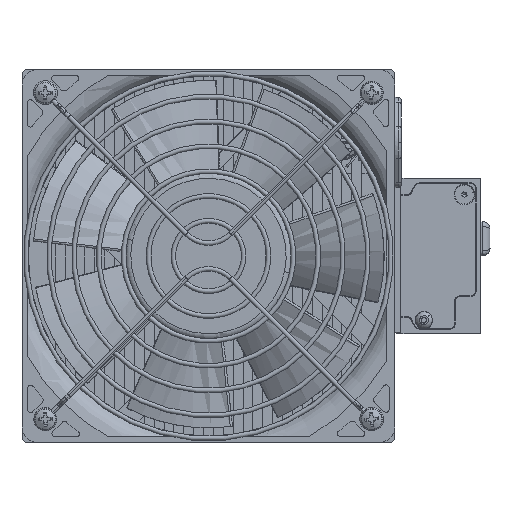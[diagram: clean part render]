
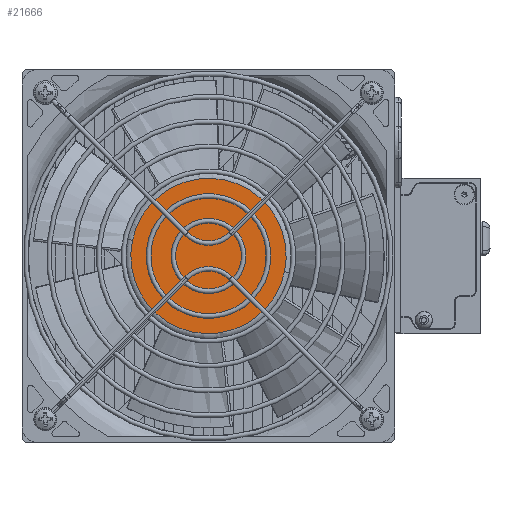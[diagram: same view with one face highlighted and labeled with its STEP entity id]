
A CAD part, front view. The second image highlights one B-rep face of the part: STEP entity #21666.
In plain terms, the highlighted planar face has unit normal (0, -1, 0).
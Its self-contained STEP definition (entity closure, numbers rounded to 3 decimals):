
#7038 = VERTEX_POINT ( 'NONE', #56245 ) ;
#8270 = AXIS2_PLACEMENT_3D ( 'NONE', #13199, #44668, #23685 ) ;
#13199 = CARTESIAN_POINT ( 'NONE',  ( 60., -127.7, 162.887 ) ) ;
#14923 = AXIS2_PLACEMENT_3D ( 'NONE', #29895, #109958, #30319 ) ;
#19471 = EDGE_CURVE ( 'NONE', #7038, #50647, #61785, .T. ) ;
#21666 = ADVANCED_FACE ( 'NONE', ( #46781 ), #84586, .T. ) ;
#23685 = DIRECTION ( 'NONE',  ( 0.979, 0., -0.202 ) ) ;
#27561 = CARTESIAN_POINT ( 'NONE',  ( 35.515, -127.7, 167.936 ) ) ;
#29895 = CARTESIAN_POINT ( 'NONE',  ( 60., -127.7, 162.887 ) ) ;
#30319 = DIRECTION ( 'NONE',  ( 0.979, 0., -0.202 ) ) ;
#39546 = EDGE_CURVE ( 'NONE', #50647, #7038, #84160, .T. ) ;
#42568 = ORIENTED_EDGE ( 'NONE', *, *, #39546, .T. ) ;
#44668 = DIRECTION ( 'NONE',  ( 0., -1., 0. ) ) ;
#46781 = FACE_OUTER_BOUND ( 'NONE', #96834, .T. ) ;
#50647 = VERTEX_POINT ( 'NONE', #27561 ) ;
#56245 = CARTESIAN_POINT ( 'NONE',  ( 84.485, -127.7, 157.837 ) ) ;
#61785 = CIRCLE ( 'NONE', #96514, 25. ) ;
#84160 = CIRCLE ( 'NONE', #14923, 25. ) ;
#84586 = PLANE ( 'NONE',  #8270 ) ;
#96514 = AXIS2_PLACEMENT_3D ( 'NONE', #111771, #120512, #121774 ) ;
#96834 = EDGE_LOOP ( 'NONE', ( #98818, #42568 ) ) ;
#98818 = ORIENTED_EDGE ( 'NONE', *, *, #19471, .T. ) ;
#109958 = DIRECTION ( 'NONE',  ( 0., -1., 0. ) ) ;
#111771 = CARTESIAN_POINT ( 'NONE',  ( 60., -127.7, 162.887 ) ) ;
#120512 = DIRECTION ( 'NONE',  ( 0., -1., 0. ) ) ;
#121774 = DIRECTION ( 'NONE',  ( 0.979, 0., -0.202 ) ) ;
